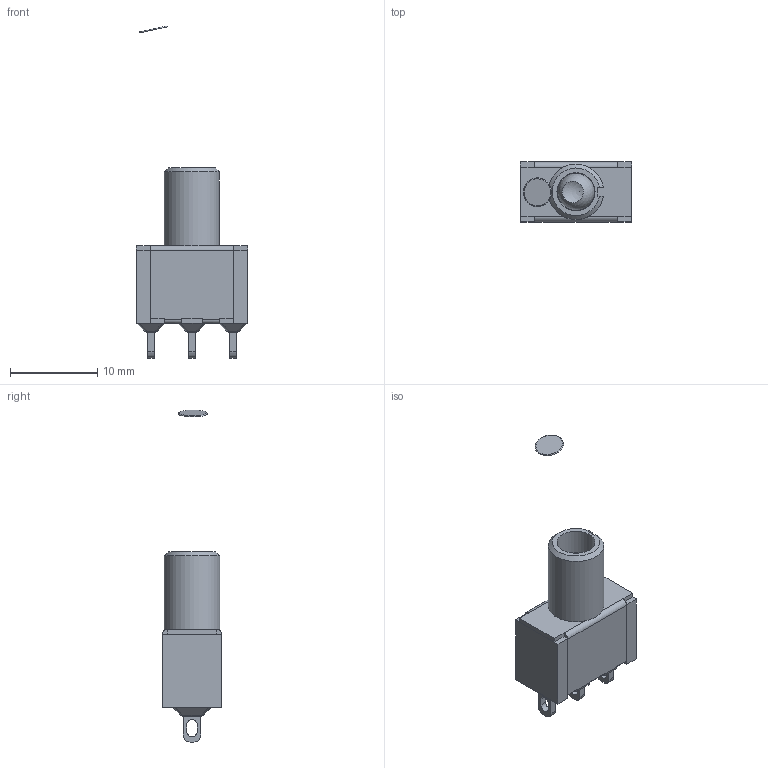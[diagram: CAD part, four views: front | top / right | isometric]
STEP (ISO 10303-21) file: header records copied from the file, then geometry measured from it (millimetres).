
FILE_DESCRIPTION(/* description */ (''),/* implementation_level */ '2;1');
FILE_NAME(/* name */ '100SPxT4B1M1xE.stp',/* time_stamp */ '2021-03-16T10:37:02-05:00',/* author */ ('mwilliams'),/* organization */ (''),/* preprocessor_version */ 'ST-DEVELOPER v18',/* originating_system */ 'Autodesk Inventor 2020',/* authorisation */ '');
FILE_SCHEMA (('AUTOMOTIVE_DESIGN { 1 0 10303 214 3 1 1 }'));
Length unit declared in the file: inch
Products named in the file (1): T111096_Shrinkwrap_1
Bounding box: 12.7 x 6.86 x 37.98 mm (x, y, z)
Volume: 1100.3 mm3; surface area: 1737.4 mm2
Topology: 7 solids, 7 shells, 207 faces, 526 edges, 325 vertices
Faces by surface type: plane 135, cylinder 56, sphere 13, cone 2, torus 1
Full cylindrical faces by diameter (mm): 4.35 x1
Entity records: 6343 total; most frequent: CARTESIAN_POINT 1050, DIRECTION 1046, ORIENTED_EDGE 1026, EDGE_CURVE 513, LINE 392, VECTOR 392, AXIS2_PLACEMENT_3D 327, VERTEX_POINT 325
